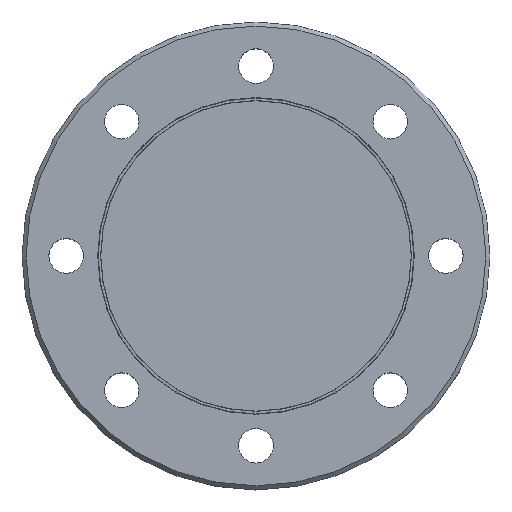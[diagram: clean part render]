
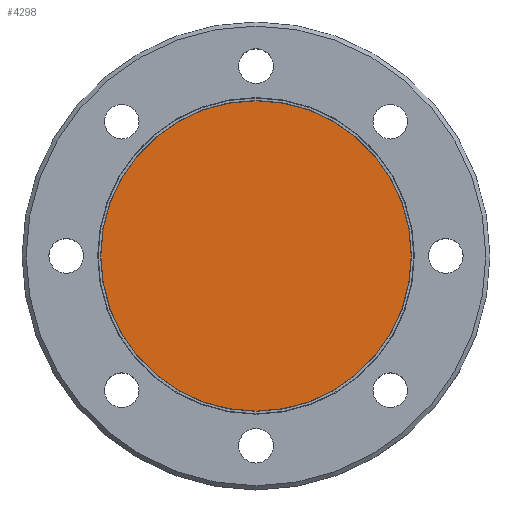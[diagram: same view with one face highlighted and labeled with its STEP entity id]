
A CAD part, top view. The second image highlights one B-rep face of the part: STEP entity #4298.
In plain terms, the highlighted planar face has unit normal (0, 0, 1).
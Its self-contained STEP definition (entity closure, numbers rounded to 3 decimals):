
#5 = ORIENTED_EDGE ( 'NONE', *, *, #46, .F. ) ;
#46 = EDGE_CURVE ( 'NONE', #3827, #186, #4377, .T. ) ;
#110 = EDGE_CURVE ( 'NONE', #186, #3827, #1570, .T. ) ;
#186 = VERTEX_POINT ( 'NONE', #1659 ) ;
#358 = EDGE_LOOP ( 'NONE', ( #5, #1783 ) ) ;
#658 = PLANE ( 'NONE',  #2462 ) ;
#671 = DIRECTION ( 'NONE',  ( 0., 0., -1. ) ) ;
#849 = AXIS2_PLACEMENT_3D ( 'NONE', #900, #3333, #1229 ) ;
#900 = CARTESIAN_POINT ( 'NONE',  ( 0., 0., 16.71 ) ) ;
#1229 = DIRECTION ( 'NONE',  ( 0., 1., 0. ) ) ;
#1521 = AXIS2_PLACEMENT_3D ( 'NONE', #4054, #1954, #4394 ) ;
#1570 = CIRCLE ( 'NONE', #1521, 37.65 ) ;
#1659 = CARTESIAN_POINT ( 'NONE',  ( 0., -37.65, 16.71 ) ) ;
#1783 = ORIENTED_EDGE ( 'NONE', *, *, #110, .F. ) ;
#1954 = DIRECTION ( 'NONE',  ( 0., 0., -1. ) ) ;
#2290 = FACE_OUTER_BOUND ( 'NONE', #358, .T. ) ;
#2462 = AXIS2_PLACEMENT_3D ( 'NONE', #2747, #671, #3091 ) ;
#2747 = CARTESIAN_POINT ( 'NONE',  ( 0., 0., 16.71 ) ) ;
#3091 = DIRECTION ( 'NONE',  ( 0., 1., 0. ) ) ;
#3333 = DIRECTION ( 'NONE',  ( 0., 0., -1. ) ) ;
#3827 = VERTEX_POINT ( 'NONE', #4448 ) ;
#4054 = CARTESIAN_POINT ( 'NONE',  ( 0., 0., 16.71 ) ) ;
#4298 = ADVANCED_FACE ( 'NONE', ( #2290 ), #658, .F. ) ;
#4377 = CIRCLE ( 'NONE', #849, 37.65 ) ;
#4394 = DIRECTION ( 'NONE',  ( 0., 1., 0. ) ) ;
#4448 = CARTESIAN_POINT ( 'NONE',  ( 0., 37.65, 16.71 ) ) ;
